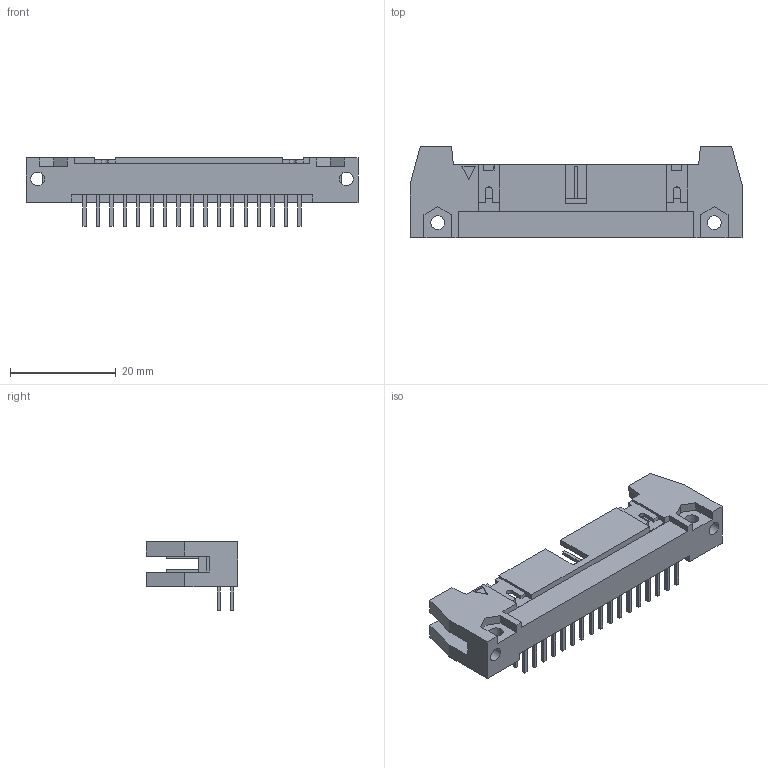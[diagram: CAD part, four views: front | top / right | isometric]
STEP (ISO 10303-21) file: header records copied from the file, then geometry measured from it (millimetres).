
FILE_DESCRIPTION(/* description */ (''),/* implementation_level */ '2;1');
FILE_NAME(/* name */ '100654182ugm000_a.stp',/* time_stamp */ '2016-02-01T09:07:28+01:00',/* author */ (''),/* organization */ (''),/* preprocessor_version */ 'ST-DEVELOPER v16',/* originating_system */ 'SIEMENS PLM Software NX 10.0',/* authorisation */ '');
FILE_SCHEMA (('AUTOMOTIVE_DESIGN { 1 0 10303 214 3 1 1 1 }'));
Length unit declared in the file: millimetre
Products named in the file (1): 100654182ugm000_a
Bounding box: 62.8 x 17.3 x 13 mm (x, y, z)
Volume: 4471 mm3; surface area: 5334.7 mm2
Topology: 1 solids, 1 shells, 448 faces, 1137 edges, 754 vertices
Faces by surface type: plane 442, cylinder 6
Full cylindrical faces by diameter (mm): 2.6 x4
Entity records: 13998 total; most frequent: CARTESIAN_POINT 2336, ORIENTED_EDGE 2266, DIRECTION 2051, EDGE_CURVE 1133, LINE 1113, VECTOR 1113, VERTEX_POINT 754, EDGE_LOOP 527
